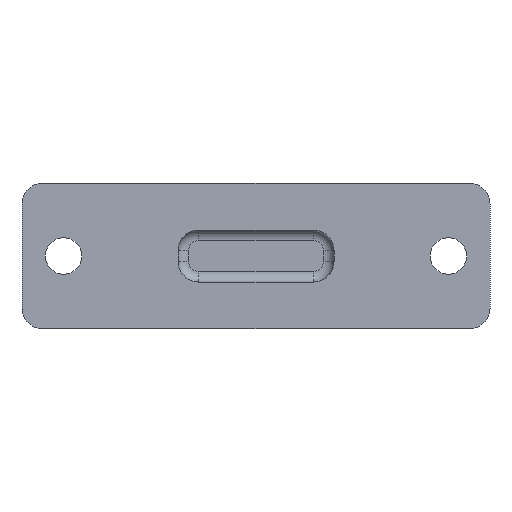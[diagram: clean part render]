
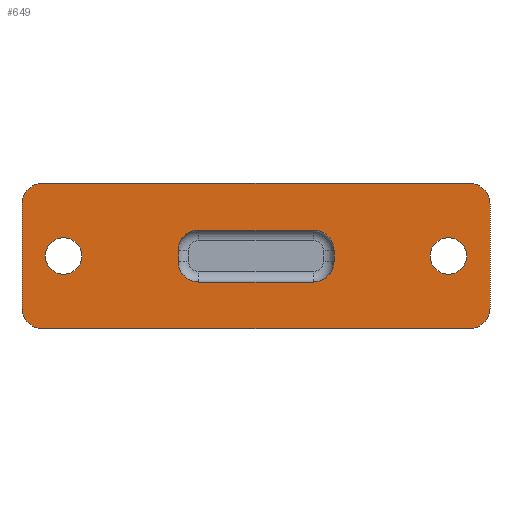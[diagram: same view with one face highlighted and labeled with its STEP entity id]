
A CAD part, left-side view. The second image highlights one B-rep face of the part: STEP entity #649.
In plain terms, the highlighted planar face has unit normal (-1, 0, 0).
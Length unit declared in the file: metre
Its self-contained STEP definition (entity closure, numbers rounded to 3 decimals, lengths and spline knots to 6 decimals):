
#48=LINE('',#1039,#90);
#49=LINE('',#1043,#91);
#50=LINE('',#1047,#92);
#51=LINE('',#1051,#93);
#52=LINE('',#1055,#94);
#53=LINE('',#1059,#95);
#54=LINE('',#1063,#96);
#55=LINE('',#1067,#97);
#90=VECTOR('',#810,1.);
#91=VECTOR('',#813,1.);
#92=VECTOR('',#816,1.);
#93=VECTOR('',#819,1.);
#94=VECTOR('',#822,1.);
#95=VECTOR('',#825,1.);
#96=VECTOR('',#828,1.);
#97=VECTOR('',#831,1.);
#132=ORIENTED_EDGE('',*,*,#324,.F.);
#133=ORIENTED_EDGE('',*,*,#325,.F.);
#134=ORIENTED_EDGE('',*,*,#326,.F.);
#135=ORIENTED_EDGE('',*,*,#327,.F.);
#136=ORIENTED_EDGE('',*,*,#328,.F.);
#137=ORIENTED_EDGE('',*,*,#329,.T.);
#138=ORIENTED_EDGE('',*,*,#330,.F.);
#139=ORIENTED_EDGE('',*,*,#331,.T.);
#140=ORIENTED_EDGE('',*,*,#332,.F.);
#141=ORIENTED_EDGE('',*,*,#333,.F.);
#142=ORIENTED_EDGE('',*,*,#334,.T.);
#143=ORIENTED_EDGE('',*,*,#335,.T.);
#144=ORIENTED_EDGE('',*,*,#336,.T.);
#145=ORIENTED_EDGE('',*,*,#337,.F.);
#146=ORIENTED_EDGE('',*,*,#338,.T.);
#147=ORIENTED_EDGE('',*,*,#339,.F.);
#148=ORIENTED_EDGE('',*,*,#340,.T.);
#149=ORIENTED_EDGE('',*,*,#341,.T.);
#324=EDGE_CURVE('',#420,#420,#478,.F.);
#325=EDGE_CURVE('',#421,#421,#479,.F.);
#326=EDGE_CURVE('',#422,#423,#480,.T.);
#327=EDGE_CURVE('',#424,#422,#48,.T.);
#328=EDGE_CURVE('',#425,#424,#481,.T.);
#329=EDGE_CURVE('',#425,#426,#49,.T.);
#330=EDGE_CURVE('',#427,#426,#482,.T.);
#331=EDGE_CURVE('',#427,#428,#50,.T.);
#332=EDGE_CURVE('',#429,#428,#483,.T.);
#333=EDGE_CURVE('',#423,#429,#51,.T.);
#334=EDGE_CURVE('',#430,#431,#484,.T.);
#335=EDGE_CURVE('',#431,#432,#52,.T.);
#336=EDGE_CURVE('',#432,#433,#485,.T.);
#337=EDGE_CURVE('',#434,#433,#53,.T.);
#338=EDGE_CURVE('',#434,#435,#486,.T.);
#339=EDGE_CURVE('',#436,#435,#54,.T.);
#340=EDGE_CURVE('',#436,#437,#487,.T.);
#341=EDGE_CURVE('',#437,#430,#55,.T.);
#420=VERTEX_POINT('',#1033);
#421=VERTEX_POINT('',#1035);
#422=VERTEX_POINT('',#1037);
#423=VERTEX_POINT('',#1038);
#424=VERTEX_POINT('',#1040);
#425=VERTEX_POINT('',#1042);
#426=VERTEX_POINT('',#1044);
#427=VERTEX_POINT('',#1046);
#428=VERTEX_POINT('',#1048);
#429=VERTEX_POINT('',#1050);
#430=VERTEX_POINT('',#1053);
#431=VERTEX_POINT('',#1054);
#432=VERTEX_POINT('',#1056);
#433=VERTEX_POINT('',#1058);
#434=VERTEX_POINT('',#1060);
#435=VERTEX_POINT('',#1062);
#436=VERTEX_POINT('',#1064);
#437=VERTEX_POINT('',#1066);
#478=CIRCLE('',#708,0.00175);
#479=CIRCLE('',#709,0.00175);
#480=CIRCLE('',#710,0.002);
#481=CIRCLE('',#711,0.002);
#482=CIRCLE('',#712,0.002);
#483=CIRCLE('',#713,0.002);
#484=CIRCLE('',#714,0.002);
#485=CIRCLE('',#715,0.002);
#486=CIRCLE('',#716,0.002);
#487=CIRCLE('',#717,0.002);
#528=EDGE_LOOP('',(#132));
#529=EDGE_LOOP('',(#133));
#530=EDGE_LOOP('',(#134,#135,#136,#137,#138,#139,#140,#141));
#531=EDGE_LOOP('',(#142,#143,#144,#145,#146,#147,#148,#149));
#582=FACE_BOUND('',#528,.T.);
#583=FACE_BOUND('',#529,.T.);
#584=FACE_BOUND('',#530,.T.);
#585=FACE_BOUND('',#531,.T.);
#636=PLANE('',#707);
#649=ADVANCED_FACE('',(#582,#583,#584,#585),#636,.F.);
#707=AXIS2_PLACEMENT_3D('',#1031,#802,#803);
#708=AXIS2_PLACEMENT_3D('',#1032,#804,#805);
#709=AXIS2_PLACEMENT_3D('',#1034,#806,#807);
#710=AXIS2_PLACEMENT_3D('',#1036,#808,#809);
#711=AXIS2_PLACEMENT_3D('',#1041,#811,#812);
#712=AXIS2_PLACEMENT_3D('',#1045,#814,#815);
#713=AXIS2_PLACEMENT_3D('',#1049,#817,#818);
#714=AXIS2_PLACEMENT_3D('',#1052,#820,#821);
#715=AXIS2_PLACEMENT_3D('',#1057,#823,#824);
#716=AXIS2_PLACEMENT_3D('',#1061,#826,#827);
#717=AXIS2_PLACEMENT_3D('',#1065,#829,#830);
#802=DIRECTION('',(1.,0.,0.));
#803=DIRECTION('',(0.,1.,0.));
#804=DIRECTION('',(1.,0.,0.));
#805=DIRECTION('',(0.,1.,0.));
#806=DIRECTION('',(1.,0.,0.));
#807=DIRECTION('',(0.,1.,0.));
#808=DIRECTION('',(1.,0.,0.));
#809=DIRECTION('',(0.,1.,0.));
#810=DIRECTION('',(0.,-1.,0.));
#811=DIRECTION('',(1.,0.,0.));
#812=DIRECTION('',(0.,1.,0.));
#813=DIRECTION('',(0.,0.,-1.));
#814=DIRECTION('',(1.,0.,0.));
#815=DIRECTION('',(0.,1.,0.));
#816=DIRECTION('',(0.,-1.,0.));
#817=DIRECTION('',(1.,0.,0.));
#818=DIRECTION('',(0.,1.,0.));
#819=DIRECTION('',(0.,0.,-1.));
#820=DIRECTION('',(1.,0.,0.));
#821=DIRECTION('',(0.,-1.,0.));
#822=DIRECTION('',(0.,0.,-1.));
#823=DIRECTION('',(1.,0.,0.));
#824=DIRECTION('',(0.,1.,0.));
#825=DIRECTION('',(0.,-1.,0.));
#826=DIRECTION('',(1.,0.,0.));
#827=DIRECTION('',(0.,1.,0.));
#828=DIRECTION('',(0.,0.,-1.));
#829=DIRECTION('',(1.,0.,0.));
#830=DIRECTION('',(0.,-1.,0.));
#831=DIRECTION('',(0.,-1.,0.));
#1031=CARTESIAN_POINT('',(0.063,0.,0.007));
#1032=CARTESIAN_POINT('',(0.063,-0.0185,0.007));
#1033=CARTESIAN_POINT('',(0.063,-0.01675,0.007));
#1034=CARTESIAN_POINT('',(0.063,0.0185,0.007));
#1035=CARTESIAN_POINT('',(0.063,0.02025,0.007));
#1036=CARTESIAN_POINT('',(0.063,-0.0205,0.012));
#1037=CARTESIAN_POINT('',(0.063,-0.0205,0.014));
#1038=CARTESIAN_POINT('',(0.063,-0.0225,0.012));
#1039=CARTESIAN_POINT('',(0.063,-0.024,0.014));
#1040=CARTESIAN_POINT('',(0.063,0.0205,0.014));
#1041=CARTESIAN_POINT('',(0.063,0.0205,0.012));
#1042=CARTESIAN_POINT('',(0.063,0.0225,0.012));
#1043=CARTESIAN_POINT('',(0.063,0.0225,0.007));
#1044=CARTESIAN_POINT('',(0.063,0.0225,0.002));
#1045=CARTESIAN_POINT('',(0.063,0.0205,0.002));
#1046=CARTESIAN_POINT('',(0.063,0.0205,0.));
#1047=CARTESIAN_POINT('',(0.063,-0.024,0.));
#1048=CARTESIAN_POINT('',(0.063,-0.0205,0.));
#1049=CARTESIAN_POINT('',(0.063,-0.0205,0.002));
#1050=CARTESIAN_POINT('',(0.063,-0.0225,0.002));
#1051=CARTESIAN_POINT('',(0.063,-0.0225,0.007));
#1052=CARTESIAN_POINT('',(0.063,-0.0055,0.0075));
#1053=CARTESIAN_POINT('',(0.063,-0.0055,0.0095));
#1054=CARTESIAN_POINT('',(0.063,-0.0075,0.0075));
#1055=CARTESIAN_POINT('',(0.063,-0.0075,0.007));
#1056=CARTESIAN_POINT('',(0.063,-0.0075,0.0065));
#1057=CARTESIAN_POINT('',(0.063,-0.0055,0.0065));
#1058=CARTESIAN_POINT('',(0.063,-0.0055,0.0045));
#1059=CARTESIAN_POINT('',(0.063,0.,0.0045));
#1060=CARTESIAN_POINT('',(0.063,0.0055,0.0045));
#1061=CARTESIAN_POINT('',(0.063,0.0055,0.0065));
#1062=CARTESIAN_POINT('',(0.063,0.0075,0.0065));
#1063=CARTESIAN_POINT('',(0.063,0.0075,0.007));
#1064=CARTESIAN_POINT('',(0.063,0.0075,0.0075));
#1065=CARTESIAN_POINT('',(0.063,0.0055,0.0075));
#1066=CARTESIAN_POINT('',(0.063,0.0055,0.0095));
#1067=CARTESIAN_POINT('',(0.063,0.,0.0095));
